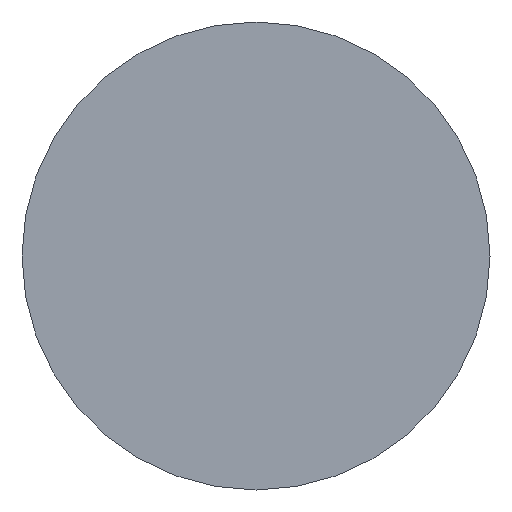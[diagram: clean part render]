
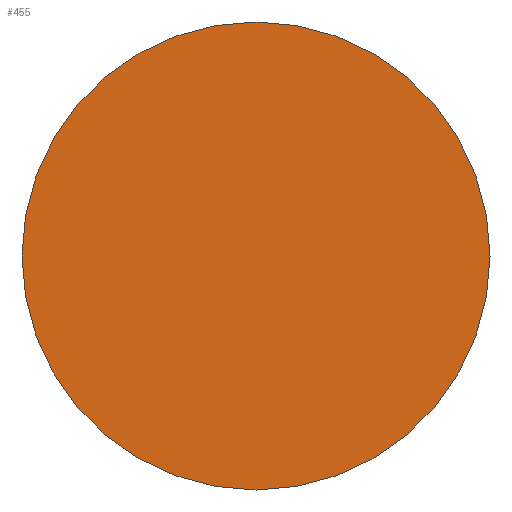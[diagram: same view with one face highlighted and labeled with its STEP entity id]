
A CAD part, left-side view. The second image highlights one B-rep face of the part: STEP entity #455.
In plain terms, the highlighted face is planar.
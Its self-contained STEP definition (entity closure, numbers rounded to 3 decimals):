
#11 = VERTEX_POINT ( 'NONE', #66 ) ;
#30 = FACE_OUTER_BOUND ( 'NONE', #320, .T. ) ;
#38 = AXIS2_PLACEMENT_3D ( 'NONE', #433, #182, #430 ) ;
#46 = DIRECTION ( 'NONE',  ( 0., 1., 0. ) ) ;
#66 = CARTESIAN_POINT ( 'NONE',  ( 0., -5., -20. ) ) ;
#109 = PLANE ( 'NONE',  #295 ) ;
#182 = DIRECTION ( 'NONE',  ( 0., 1., 0. ) ) ;
#183 = CIRCLE ( 'NONE', #265, 20. ) ;
#199 = EDGE_CURVE ( 'NONE', #11, #604, #407, .T. ) ;
#225 = CARTESIAN_POINT ( 'NONE',  ( 0., -5., 0. ) ) ;
#265 = AXIS2_PLACEMENT_3D ( 'NONE', #225, #46, #285 ) ;
#285 = DIRECTION ( 'NONE',  ( 0., 0., 1. ) ) ;
#295 = AXIS2_PLACEMENT_3D ( 'NONE', #466, #562, #411 ) ;
#320 = EDGE_LOOP ( 'NONE', ( #549, #348 ) ) ;
#348 = ORIENTED_EDGE ( 'NONE', *, *, #199, .F. ) ;
#407 = CIRCLE ( 'NONE', #38, 20. ) ;
#411 = DIRECTION ( 'NONE',  ( 0., 0., 1. ) ) ;
#430 = DIRECTION ( 'NONE',  ( 0., 0., 1. ) ) ;
#431 = CARTESIAN_POINT ( 'NONE',  ( 0., -5., 20. ) ) ;
#433 = CARTESIAN_POINT ( 'NONE',  ( 0., -5., 0. ) ) ;
#455 = ADVANCED_FACE ( 'NONE', ( #30 ), #109, .F. ) ;
#466 = CARTESIAN_POINT ( 'NONE',  ( 0., -5., 0. ) ) ;
#549 = ORIENTED_EDGE ( 'NONE', *, *, #623, .F. ) ;
#562 = DIRECTION ( 'NONE',  ( 0., 1., 0. ) ) ;
#604 = VERTEX_POINT ( 'NONE', #431 ) ;
#623 = EDGE_CURVE ( 'NONE', #604, #11, #183, .T. ) ;
